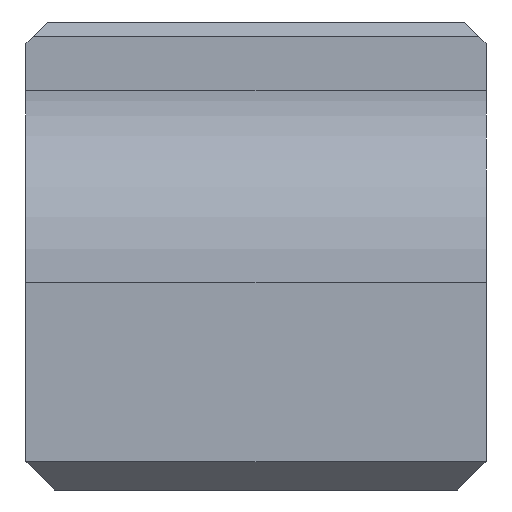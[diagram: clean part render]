
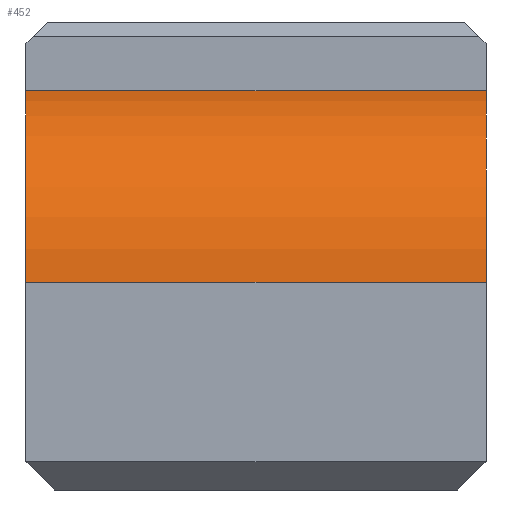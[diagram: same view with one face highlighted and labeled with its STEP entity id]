
A CAD part, front view. The second image highlights one B-rep face of the part: STEP entity #452.
In plain terms, the highlighted cylindrical face has radius 5.55 mm (diameter 11.1 mm), a partial arc.
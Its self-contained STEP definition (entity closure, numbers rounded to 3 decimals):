
#43=CYLINDRICAL_SURFACE('',#505,5.55);
#67=FACE_OUTER_BOUND('',#97,.T.);
#97=EDGE_LOOP('',(#412,#413,#414,#415));
#145=LINE('',#747,#191);
#148=LINE('',#758,#194);
#191=VECTOR('',#611,10.);
#194=VECTOR('',#628,10.);
#199=CIRCLE('',#477,5.55);
#202=CIRCLE('',#485,5.55);
#215=VERTEX_POINT('',#657);
#216=VERTEX_POINT('',#659);
#231=VERTEX_POINT('',#700);
#232=VERTEX_POINT('',#702);
#255=EDGE_CURVE('',#215,#216,#199,.T.);
#277=EDGE_CURVE('',#231,#232,#202,.T.);
#300=EDGE_CURVE('',#231,#216,#145,.T.);
#304=EDGE_CURVE('',#215,#232,#148,.T.);
#412=ORIENTED_EDGE('',*,*,#300,.T.);
#413=ORIENTED_EDGE('',*,*,#255,.F.);
#414=ORIENTED_EDGE('',*,*,#304,.T.);
#415=ORIENTED_EDGE('',*,*,#277,.F.);
#452=ADVANCED_FACE('',(#67),#43,.T.);
#477=AXIS2_PLACEMENT_3D('',#660,#530,#531);
#485=AXIS2_PLACEMENT_3D('',#703,#565,#566);
#505=AXIS2_PLACEMENT_3D('',#757,#626,#627);
#530=DIRECTION('center_axis',(-1.,0.,0.));
#531=DIRECTION('ref_axis',(0.,-1.,0.));
#565=DIRECTION('center_axis',(1.,0.,0.));
#566=DIRECTION('ref_axis',(0.,-1.,0.));
#611=DIRECTION('',(-1.,0.,0.));
#626=DIRECTION('center_axis',(1.,0.,0.));
#627=DIRECTION('ref_axis',(0.,-1.,0.));
#628=DIRECTION('',(1.,0.,0.));
#657=CARTESIAN_POINT('',(4.428,-0.574,21.25));
#659=CARTESIAN_POINT('',(4.428,3.726,26.657));
#660=CARTESIAN_POINT('Origin',(4.428,4.976,21.25));
#700=CARTESIAN_POINT('',(17.428,3.726,26.657));
#702=CARTESIAN_POINT('',(17.428,-0.574,21.25));
#703=CARTESIAN_POINT('Origin',(17.428,4.976,21.25));
#747=CARTESIAN_POINT('',(4.428,3.726,26.657));
#757=CARTESIAN_POINT('Origin',(4.428,4.976,21.25));
#758=CARTESIAN_POINT('',(4.428,-0.574,21.25));
